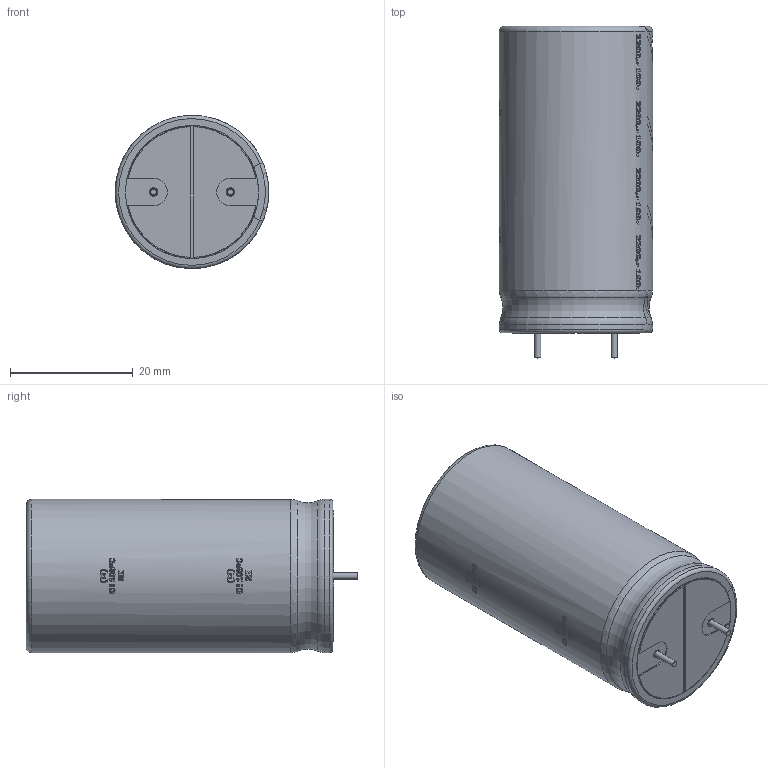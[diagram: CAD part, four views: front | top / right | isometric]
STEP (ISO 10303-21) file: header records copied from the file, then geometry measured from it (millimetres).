
FILE_DESCRIPTION(/* description */ (''),/* implementation_level */ '2;1');
FILE_NAME(/* name */ '2200uF 100V electr 25 x50mm -P.diameter 12.5mm-Black-White.stp',/* time_stamp */ '2023-02-17T03:14:02+01:00',/* author */ ('JOSE LUIS'),/* organization */ (''),/* preprocessor_version */ 'ST-DEVELOPER v18',/* originating_system */ 'Autodesk Inventor 2020',/* authorisation */ '');
FILE_SCHEMA (('AUTOMOTIVE_DESIGN { 1 0 10303 214 3 1 1 }'));
Length unit declared in the file: millimetre
Products named in the file (1): 2200uF 100V electr 25 x50mm -P.diameter 12.5mm-Black-Yellow
Bounding box: 25 x 54.1 x 25 mm (x, y, z)
Volume: 24399 mm3; surface area: 4931.2 mm2
Topology: 1 solids, 1 shells, 234 faces, 1201 edges, 1065 vertices
Faces by surface type: cylinder 148, torus 48, plane 33, cone 4, bspline 1
Full cylindrical faces by diameter (mm): 1 x2, 1.07 x2, 1.33 x2, 21.5 x1, 21.7 x1
Entity records: 16578 total; most frequent: CARTESIAN_POINT 6980, ORIENTED_EDGE 2402, DIRECTION 1429, EDGE_CURVE 1201, VERTEX_POINT 1065, B_SPLINE_CURVE_WITH_KNOTS 580, AXIS2_PLACEMENT_3D 574, EDGE_LOOP 330
